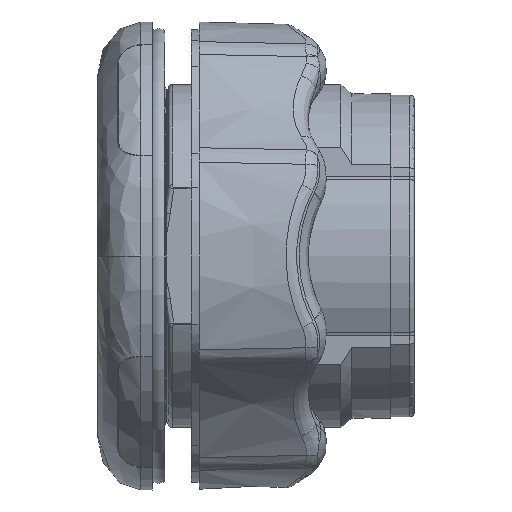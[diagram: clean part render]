
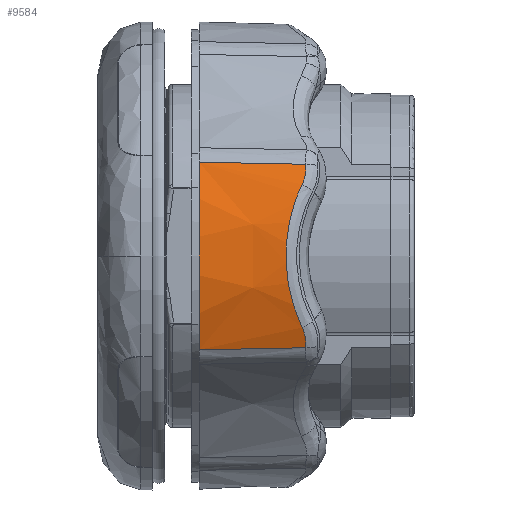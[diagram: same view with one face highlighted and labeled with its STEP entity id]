
A CAD part, left-side view. The second image highlights one B-rep face of the part: STEP entity #9584.
In plain terms, the highlighted conical face has half-angle 1.5 degrees and reference radius 14.775 mm.
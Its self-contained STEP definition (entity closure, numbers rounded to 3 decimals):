
#223 = ORIENTED_EDGE ( 'NONE', *, *, #23985, .T. ) ;
#264 = B_SPLINE_CURVE_WITH_KNOTS ( 'NONE', 3,
 ( #29371, #9615, #3822, #23769, #20974, #7359, #7904, #15921, #36457, #7542, #19462, #10529, #13327, #35910, #10891, #2307 ),
 .UNSPECIFIED., .F., .F.,
 ( 4, 2, 2, 2, 2, 2, 2, 4 ),
 ( 0., 0.001, 0.002, 0.004, 0.005, 0.006, 0.007, 0.01 ),
 .UNSPECIFIED. ) ;
#676 = B_SPLINE_CURVE_WITH_KNOTS ( 'NONE', 3,
 ( #13748, #19696, #16341, #10940, #27711, #22293 ),
 .UNSPECIFIED., .F., .F.,
 ( 4, 2, 4 ),
 ( 0., 0.001, 0.001 ),
 .UNSPECIFIED. ) ;
#1326 = EDGE_LOOP ( 'NONE', ( #16840, #5018, #21513, #223, #26283, #17897 ) ) ;
#2307 = CARTESIAN_POINT ( 'NONE',  ( -14.098, 3.188, 4.584 ) ) ;
#2649 = CARTESIAN_POINT ( 'NONE',  ( -14.028, 3.089, -4.79 ) ) ;
#3026 = CARTESIAN_POINT ( 'NONE',  ( -13.696, 2.927, -5.661 ) ) ;
#3822 = CARTESIAN_POINT ( 'NONE',  ( -14.323, 3.507, -3.874 ) ) ;
#5018 = ORIENTED_EDGE ( 'NONE', *, *, #11040, .T. ) ;
#5324 = B_SPLINE_CURVE_WITH_KNOTS ( 'NONE', 3,
 ( #17205, #3026, #33807, #14403, #2649, #25792 ),
 .UNSPECIFIED., .F., .F.,
 ( 4, 2, 4 ),
 ( 0., 0.001, 0.001 ),
 .UNSPECIFIED. ) ;
#6693 = CARTESIAN_POINT ( 'NONE',  ( -13.672, 6.462, -5.948 ) ) ;
#7359 = CARTESIAN_POINT ( 'NONE',  ( -14.719, 4.048, -1.987 ) ) ;
#7542 = CARTESIAN_POINT ( 'NONE',  ( -14.851, 4.225, 0.405 ) ) ;
#7904 = CARTESIAN_POINT ( 'NONE',  ( -14.769, 4.115, -1.591 ) ) ;
#8044 = VERTEX_POINT ( 'NONE', #23910 ) ;
#8145 = VERTEX_POINT ( 'NONE', #32865 ) ;
#8586 = CARTESIAN_POINT ( 'NONE',  ( -13.695, 7.575, 5.97 ) ) ;
#9584 = ADVANCED_FACE ( 'NONE', ( #24008 ), #28286, .T. ) ;
#9615 = CARTESIAN_POINT ( 'NONE',  ( -14.216, 3.357, -4.235 ) ) ;
#9689 = CARTESIAN_POINT ( 'NONE',  ( -13.695, 7.575, -5.97 ) ) ;
#9873 = CARTESIAN_POINT ( 'NONE',  ( -13.625, 4.118, -5.903 ) ) ;
#10529 = CARTESIAN_POINT ( 'NONE',  ( -14.768, 4.114, 1.598 ) ) ;
#10891 = CARTESIAN_POINT ( 'NONE',  ( -14.334, 3.526, 3.887 ) ) ;
#10940 = CARTESIAN_POINT ( 'NONE',  ( -13.784, 2.938, 5.443 ) ) ;
#11016 = CARTESIAN_POINT ( 'NONE',  ( -13.649, 5.29, 5.926 ) ) ;
#11040 = EDGE_CURVE ( 'NONE', #18141, #20805, #33134, .T. ) ;
#12080 = EDGE_CURVE ( 'NONE', #17783, #8145, #27306, .T. ) ;
#12973 = VERTEX_POINT ( 'NONE', #19897 ) ;
#13014 = CARTESIAN_POINT ( 'NONE',  ( 0., 1.3, 0. ) ) ;
#13327 = CARTESIAN_POINT ( 'NONE',  ( -14.717, 4.046, 1.997 ) ) ;
#13748 = CARTESIAN_POINT ( 'NONE',  ( -14.098, 3.188, 4.584 ) ) ;
#13909 = DIRECTION ( 'NONE',  ( 0., 1., 0. ) ) ;
#14403 = CARTESIAN_POINT ( 'NONE',  ( -13.952, 3.02, -5.002 ) ) ;
#14441 = AXIS2_PLACEMENT_3D ( 'NONE', #28080, #13909, #22669 ) ;
#15921 = CARTESIAN_POINT ( 'NONE',  ( -14.835, 4.204, -0.791 ) ) ;
#16341 = CARTESIAN_POINT ( 'NONE',  ( -13.951, 3.019, 5.006 ) ) ;
#16809 = CARTESIAN_POINT ( 'NONE',  ( -13.602, 2.946, 5.88 ) ) ;
#16840 = ORIENTED_EDGE ( 'NONE', *, *, #21819, .F. ) ;
#17205 = CARTESIAN_POINT ( 'NONE',  ( -13.602, 2.946, -5.88 ) ) ;
#17771 = CARTESIAN_POINT ( 'NONE',  ( -13.739, 9.8, -6.013 ) ) ;
#17783 = VERTEX_POINT ( 'NONE', #35519 ) ;
#17897 = ORIENTED_EDGE ( 'NONE', *, *, #12080, .T. ) ;
#18141 = VERTEX_POINT ( 'NONE', #17771 ) ;
#18623 = CARTESIAN_POINT ( 'NONE',  ( -13.739, 9.8, -6.013 ) ) ;
#19402 = CARTESIAN_POINT ( 'NONE',  ( -13.672, 6.462, 5.948 ) ) ;
#19462 = CARTESIAN_POINT ( 'NONE',  ( -14.835, 4.203, 0.803 ) ) ;
#19696 = CARTESIAN_POINT ( 'NONE',  ( -14.028, 3.089, 4.79 ) ) ;
#19897 = CARTESIAN_POINT ( 'NONE',  ( -14.098, 3.188, 4.584 ) ) ;
#19956 = CARTESIAN_POINT ( 'NONE',  ( -13.717, 8.687, 5.992 ) ) ;
#20805 = VERTEX_POINT ( 'NONE', #23756 ) ;
#20974 = CARTESIAN_POINT ( 'NONE',  ( -14.589, 3.873, -2.758 ) ) ;
#21418 = CARTESIAN_POINT ( 'NONE',  ( -13.602, 2.946, -5.88 ) ) ;
#21513 = ORIENTED_EDGE ( 'NONE', *, *, #33653, .T. ) ;
#21819 = EDGE_CURVE ( 'NONE', #18141, #8145, #30510, .T. ) ;
#22293 = CARTESIAN_POINT ( 'NONE',  ( -13.602, 2.946, 5.88 ) ) ;
#22577 = CARTESIAN_POINT ( 'NONE',  ( -13.739, 9.8, 6.013 ) ) ;
#22669 = DIRECTION ( 'NONE',  ( 0., 0., -1. ) ) ;
#23659 = CARTESIAN_POINT ( 'NONE',  ( -13.717, 8.687, -5.992 ) ) ;
#23756 = CARTESIAN_POINT ( 'NONE',  ( -13.602, 2.946, -5.88 ) ) ;
#23769 = CARTESIAN_POINT ( 'NONE',  ( -14.51, 3.765, -3.135 ) ) ;
#23910 = CARTESIAN_POINT ( 'NONE',  ( -14.098, 3.188, -4.584 ) ) ;
#23985 = EDGE_CURVE ( 'NONE', #8044, #12973, #264, .T. ) ;
#24008 = FACE_OUTER_BOUND ( 'NONE', #1326, .T. ) ;
#24375 = DIRECTION ( 'NONE',  ( 0., 1., 0. ) ) ;
#25379 = CARTESIAN_POINT ( 'NONE',  ( -13.625, 4.118, 5.903 ) ) ;
#25792 = CARTESIAN_POINT ( 'NONE',  ( -14.098, 3.188, -4.584 ) ) ;
#26283 = ORIENTED_EDGE ( 'NONE', *, *, #36842, .T. ) ;
#27306 = B_SPLINE_CURVE_WITH_KNOTS ( 'NONE', 3,
 ( #16809, #25379, #11016, #19402, #8586, #19956, #22577 ),
 .UNSPECIFIED., .F., .F.,
 ( 4, 3, 4 ),
 ( 0., 0.004, 0.007 ),
 .UNSPECIFIED. ) ;
#27711 = CARTESIAN_POINT ( 'NONE',  ( -13.696, 2.927, 5.661 ) ) ;
#28080 = CARTESIAN_POINT ( 'NONE',  ( 0., 9.8, 0. ) ) ;
#28286 = CONICAL_SURFACE ( 'NONE', #34230, 14.775, 0.026 ) ;
#29371 = CARTESIAN_POINT ( 'NONE',  ( -14.098, 3.188, -4.584 ) ) ;
#29634 = CARTESIAN_POINT ( 'NONE',  ( -13.649, 5.29, -5.926 ) ) ;
#30510 = CIRCLE ( 'NONE', #14441, 14.998 ) ;
#32865 = CARTESIAN_POINT ( 'NONE',  ( -13.739, 9.8, 6.013 ) ) ;
#33134 = B_SPLINE_CURVE_WITH_KNOTS ( 'NONE', 3,
 ( #18623, #23659, #9689, #6693, #29634, #9873, #21418 ),
 .UNSPECIFIED., .F., .F.,
 ( 4, 3, 4 ),
 ( 0.001, 0.004, 0.007 ),
 .UNSPECIFIED. ) ;
#33653 = EDGE_CURVE ( 'NONE', #20805, #8044, #5324, .T. ) ;
#33807 = CARTESIAN_POINT ( 'NONE',  ( -13.786, 2.938, -5.439 ) ) ;
#34230 = AXIS2_PLACEMENT_3D ( 'NONE', #13014, #24375, #35392 ) ;
#35392 = DIRECTION ( 'NONE',  ( 0., 0., 1. ) ) ;
#35519 = CARTESIAN_POINT ( 'NONE',  ( -13.602, 2.946, 5.88 ) ) ;
#35910 = CARTESIAN_POINT ( 'NONE',  ( -14.522, 3.782, 3.154 ) ) ;
#36457 = CARTESIAN_POINT ( 'NONE',  ( -14.852, 4.226, -0.392 ) ) ;
#36842 = EDGE_CURVE ( 'NONE', #12973, #17783, #676, .T. ) ;
